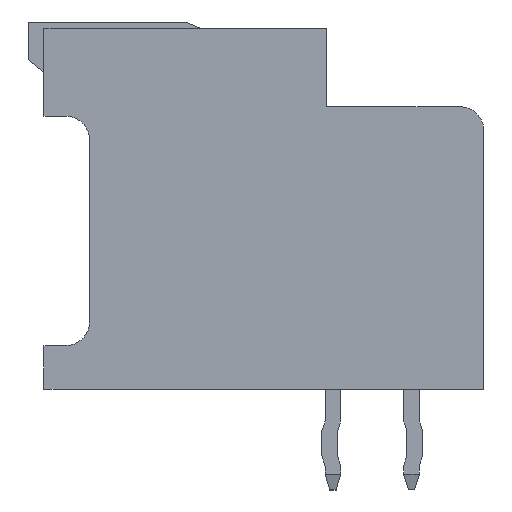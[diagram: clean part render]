
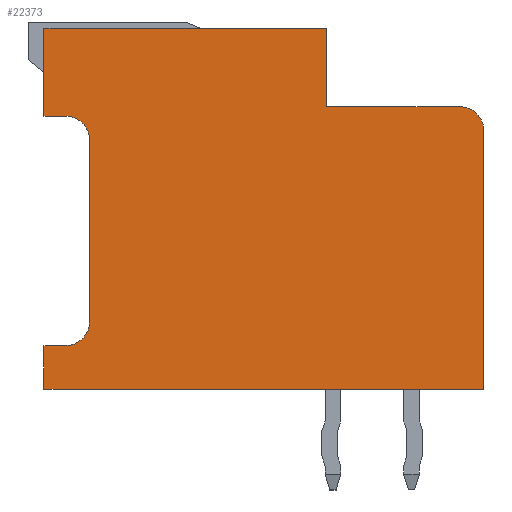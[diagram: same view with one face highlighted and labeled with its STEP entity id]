
A CAD part, left-side view. The second image highlights one B-rep face of the part: STEP entity #22373.
In plain terms, the highlighted face is planar.
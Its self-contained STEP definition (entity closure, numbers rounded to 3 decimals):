
#79=CIRCLE('',#23295,0.75);
#84=CIRCLE('',#23315,0.75);
#85=CIRCLE('',#23316,0.75);
#2544=ORIENTED_EDGE('',*,*,#6155,.T.);
#2545=ORIENTED_EDGE('',*,*,#6165,.T.);
#2546=ORIENTED_EDGE('',*,*,#6163,.T.);
#2547=ORIENTED_EDGE('',*,*,#6276,.T.);
#2548=ORIENTED_EDGE('',*,*,#6277,.T.);
#2549=ORIENTED_EDGE('',*,*,#6230,.T.);
#2550=ORIENTED_EDGE('',*,*,#6267,.T.);
#2551=ORIENTED_EDGE('',*,*,#6278,.F.);
#2552=ORIENTED_EDGE('',*,*,#6271,.T.);
#2553=ORIENTED_EDGE('',*,*,#6279,.F.);
#2554=ORIENTED_EDGE('',*,*,#6275,.T.);
#2555=ORIENTED_EDGE('',*,*,#6280,.T.);
#2556=ORIENTED_EDGE('',*,*,#6160,.T.);
#6155=EDGE_CURVE('',#8056,#8055,#9899,.T.);
#6160=EDGE_CURVE('',#8059,#8056,#9904,.T.);
#6163=EDGE_CURVE('',#8061,#8060,#9907,.T.);
#6165=EDGE_CURVE('',#8055,#8061,#79,.T.);
#6230=EDGE_CURVE('',#8116,#8115,#9973,.T.);
#6267=EDGE_CURVE('',#8115,#8145,#10006,.T.);
#6271=EDGE_CURVE('',#8146,#8149,#10010,.T.);
#6275=EDGE_CURVE('',#8150,#8153,#10014,.T.);
#6276=EDGE_CURVE('',#8060,#8154,#10015,.T.);
#6277=EDGE_CURVE('',#8154,#8116,#10016,.T.);
#6278=EDGE_CURVE('',#8146,#8145,#84,.T.);
#6279=EDGE_CURVE('',#8150,#8149,#85,.T.);
#6280=EDGE_CURVE('',#8153,#8059,#10017,.T.);
#8055=VERTEX_POINT('',#30599);
#8056=VERTEX_POINT('',#30601);
#8059=VERTEX_POINT('',#30610);
#8060=VERTEX_POINT('',#30614);
#8061=VERTEX_POINT('',#30616);
#8115=VERTEX_POINT('',#30741);
#8116=VERTEX_POINT('',#30743);
#8145=VERTEX_POINT('',#30816);
#8146=VERTEX_POINT('',#30820);
#8149=VERTEX_POINT('',#30825);
#8150=VERTEX_POINT('',#30829);
#8153=VERTEX_POINT('',#30834);
#8154=VERTEX_POINT('',#30838);
#9899=LINE('',#30600,#12178);
#9904=LINE('',#30609,#12183);
#9907=LINE('',#30615,#12186);
#9973=LINE('',#30742,#12252);
#10006=LINE('',#30817,#12285);
#10010=LINE('',#30826,#12289);
#10014=LINE('',#30835,#12293);
#10015=LINE('',#30837,#12294);
#10016=LINE('',#30839,#12295);
#10017=LINE('',#30842,#12296);
#12178=VECTOR('',#26024,1000.);
#12183=VECTOR('',#26031,1000.);
#12186=VECTOR('',#26036,1000.);
#12252=VECTOR('',#26114,1000.);
#12285=VECTOR('',#26171,1000.);
#12289=VECTOR('',#26177,1000.);
#12293=VECTOR('',#26183,1000.);
#12294=VECTOR('',#26186,1000.);
#12295=VECTOR('',#26187,1000.);
#12296=VECTOR('',#26192,1000.);
#13617=EDGE_LOOP('',(#2544,#2545,#2546,#2547,#2548,#2549,#2550,#2551,#2552,
#2553,#2554,#2555,#2556));
#14510=FACE_BOUND('',#13617,.T.);
#15381=PLANE('',#23314);
#22373=ADVANCED_FACE('',(#14510),#15381,.T.);
#23295=AXIS2_PLACEMENT_3D('',#30619,#26040,#26041);
#23314=AXIS2_PLACEMENT_3D('',#30836,#26184,#26185);
#23315=AXIS2_PLACEMENT_3D('',#30840,#26188,#26189);
#23316=AXIS2_PLACEMENT_3D('',#30841,#26190,#26191);
#26024=DIRECTION('',(0.,1.,0.));
#26031=DIRECTION('',(0.,0.,-1.));
#26036=DIRECTION('',(0.,0.,1.));
#26040=DIRECTION('',(1.,0.,0.));
#26041=DIRECTION('',(0.,0.,-1.));
#26114=DIRECTION('',(0.,-1.,0.));
#26171=DIRECTION('',(0.,0.,-1.));
#26177=DIRECTION('',(0.,-1.,0.));
#26183=DIRECTION('',(0.,0.,1.));
#26184=DIRECTION('',(1.,0.,0.));
#26185=DIRECTION('',(0.,0.,-1.));
#26186=DIRECTION('',(0.,1.,0.));
#26187=DIRECTION('',(0.,0.,1.));
#26188=DIRECTION('',(1.,0.,0.));
#26189=DIRECTION('',(0.,0.,-1.));
#26190=DIRECTION('',(1.,0.,0.));
#26191=DIRECTION('',(0.,0.,-1.));
#26192=DIRECTION('',(0.,-1.,0.));
#30599=CARTESIAN_POINT('',(10.7,3.75,-7.));
#30600=CARTESIAN_POINT('',(10.7,-4.5,-7.));
#30601=CARTESIAN_POINT('',(10.7,-4.5,-7.));
#30609=CARTESIAN_POINT('',(10.7,-4.5,7.));
#30610=CARTESIAN_POINT('',(10.7,-4.5,7.));
#30614=CARTESIAN_POINT('',(10.7,4.5,-2.));
#30615=CARTESIAN_POINT('',(10.7,4.5,-7.));
#30616=CARTESIAN_POINT('',(10.7,4.5,-6.25));
#30619=CARTESIAN_POINT('',(10.7,3.75,-6.25));
#30741=CARTESIAN_POINT('',(10.7,4.2,7.));
#30742=CARTESIAN_POINT('',(10.7,7.,7.));
#30743=CARTESIAN_POINT('',(10.7,7.,7.));
#30816=CARTESIAN_POINT('',(10.7,4.2,6.3));
#30817=CARTESIAN_POINT('',(10.7,4.2,7.));
#30820=CARTESIAN_POINT('',(10.7,3.45,5.55));
#30825=CARTESIAN_POINT('',(10.7,-2.35,5.55));
#30826=CARTESIAN_POINT('',(10.7,4.2,5.55));
#30829=CARTESIAN_POINT('',(10.7,-3.1,6.3));
#30834=CARTESIAN_POINT('',(10.7,-3.1,7.));
#30835=CARTESIAN_POINT('',(10.7,-3.1,5.55));
#30836=CARTESIAN_POINT('',(10.7,0.,0.));
#30837=CARTESIAN_POINT('',(10.7,4.5,-2.));
#30838=CARTESIAN_POINT('',(10.7,7.,-2.));
#30839=CARTESIAN_POINT('',(10.7,7.,-2.));
#30840=CARTESIAN_POINT('',(10.7,3.45,6.3));
#30841=CARTESIAN_POINT('',(10.7,-2.35,6.3));
#30842=CARTESIAN_POINT('',(10.7,-3.1,7.));
